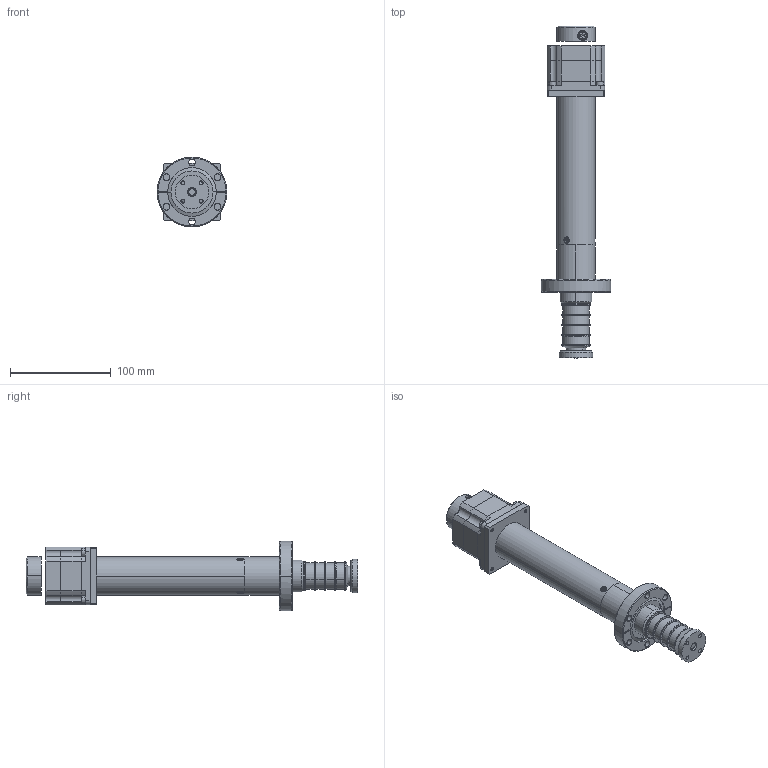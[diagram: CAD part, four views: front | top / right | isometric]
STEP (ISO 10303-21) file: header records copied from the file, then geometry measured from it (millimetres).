
FILE_DESCRIPTION (( 'STEP AP214' ), '1' );
FILE_NAME ('QN109572-01, FLMR-275-50-4_MS.STEP', '2017-07-11T00:04:07', ( 'My Thermionics' ), ( '' ), 'SwSTEP 2.0', 'SolidWorks 2010', '' );
FILE_SCHEMA (( 'AUTOMOTIVE_DESIGN' ));
Length unit declared in the file: inch
Products named in the file (1): QN109572-01, FLMR-275-50-4_MS
Bounding box: 69.34 x 330.15 x 69.34 mm (x, y, z)
Surface area: 86887.4 mm2 (no closed solid volume)
Topology: 0 solids, 43 shells, 341 faces, 1058 edges, 714 vertices
Faces by surface type: cylinder 147, plane 130, cone 64
Entity records: 17082 total; most frequent: CARTESIAN_POINT 3217, DIRECTION 2080, ORIENTED_EDGE 1684, EDGE_CURVE 1044, AXIS2_PLACEMENT_3D 791, VERTEX_POINT 714, LINE 498, VECTOR 498
